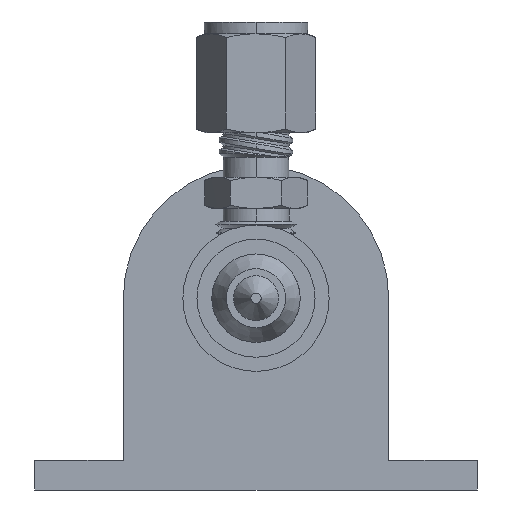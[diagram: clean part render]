
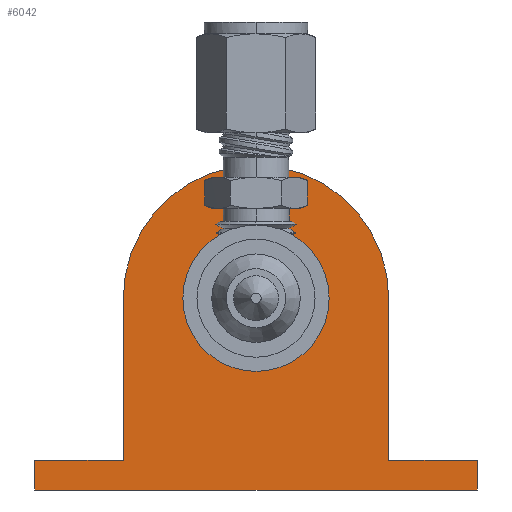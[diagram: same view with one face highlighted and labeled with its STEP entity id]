
A CAD part, left-side view. The second image highlights one B-rep face of the part: STEP entity #6042.
In plain terms, the highlighted planar face has unit normal (-1, 0, 0).
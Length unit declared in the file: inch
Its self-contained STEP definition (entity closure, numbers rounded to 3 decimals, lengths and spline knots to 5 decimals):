
#918=CIRCLE('',#6274,1.42875);
#1603=VERTEX_POINT('',#8989);
#1604=VERTEX_POINT('',#8991);
#1605=VERTEX_POINT('',#8995);
#1608=VERTEX_POINT('',#9003);
#1609=VERTEX_POINT('',#9007);
#1610=VERTEX_POINT('',#9009);
#1611=VERTEX_POINT('',#9011);
#1612=VERTEX_POINT('',#9013);
#2330=VECTOR('',#7118,1.);
#2334=VECTOR('',#7129,1.);
#2336=VECTOR('',#7132,1.);
#2337=VECTOR('',#7133,1.);
#2338=VECTOR('',#7134,1.);
#2339=VECTOR('',#7135,1.);
#2340=VECTOR('',#7136,1.);
#2532=LINE('',#8990,#2330);
#2536=LINE('',#9002,#2334);
#2538=LINE('',#9006,#2336);
#2539=LINE('',#9008,#2337);
#2540=LINE('',#9010,#2338);
#2541=LINE('',#9012,#2339);
#2542=LINE('',#9014,#2340);
#2734=EDGE_CURVE('',#1604,#1603,#2532,.T.);
#2736=EDGE_CURVE('',#1605,#1604,#918,.T.);
#2740=EDGE_CURVE('',#1608,#1605,#2536,.T.);
#2742=EDGE_CURVE('',#1609,#1608,#2538,.T.);
#2743=EDGE_CURVE('',#1603,#1610,#2539,.T.);
#2744=EDGE_CURVE('',#1611,#1610,#2540,.T.);
#2745=EDGE_CURVE('',#1611,#1612,#2541,.T.);
#2746=EDGE_CURVE('',#1612,#1609,#2542,.T.);
#3669=ORIENTED_EDGE('',*,*,#2742,.T.);
#3670=ORIENTED_EDGE('',*,*,#2740,.T.);
#3671=ORIENTED_EDGE('',*,*,#2736,.T.);
#3672=ORIENTED_EDGE('',*,*,#2734,.T.);
#3673=ORIENTED_EDGE('',*,*,#2743,.T.);
#3674=ORIENTED_EDGE('',*,*,#2744,.F.);
#3675=ORIENTED_EDGE('',*,*,#2745,.T.);
#3676=ORIENTED_EDGE('',*,*,#2746,.T.);
#5510=EDGE_LOOP('',(#3669,#3670,#3671,#3672,#3673,#3674,#3675,#3676));
#5776=FACE_BOUND('',#5510,.T.);
#6042=ADVANCED_FACE('',(#5776),#11362,.T.);
#6274=AXIS2_PLACEMENT_3D('',#8994,#7122,#7123);
#6277=AXIS2_PLACEMENT_3D('',#9005,#7131,$);
#7118=DIRECTION('',(0.,0.,-1.));
#7122=DIRECTION('',(-1.,0.,0.));
#7123=DIRECTION('',(0.,0.,1.429));
#7129=DIRECTION('',(0.,0.,1.));
#7131=DIRECTION('',(-1.,0.,0.));
#7132=DIRECTION('',(0.,1.,0.));
#7133=DIRECTION('',(0.,1.,0.));
#7134=DIRECTION('',(0.,0.,1.));
#7135=DIRECTION('',(0.,-1.,0.));
#7136=DIRECTION('',(0.,0.,1.));
#8989=CARTESIAN_POINT('',(-1.905,1.42875,0.3175));
#8990=CARTESIAN_POINT('',(-1.905,1.42875,0.59531));
#8991=CARTESIAN_POINT('',(-1.905,1.42875,2.06375));
#8994=CARTESIAN_POINT('',(-1.905,0.,2.06375));
#8995=CARTESIAN_POINT('',(-1.905,-1.42875,2.06375));
#9002=CARTESIAN_POINT('',(-1.905,-1.42875,0.59531));
#9003=CARTESIAN_POINT('',(-1.905,-1.42875,0.3175));
#9005=CARTESIAN_POINT('',(-1.905,0.,0.));
#9006=CARTESIAN_POINT('',(-1.905,-0.9525,0.3175));
#9007=CARTESIAN_POINT('',(-1.905,-2.38125,0.3175));
#9008=CARTESIAN_POINT('',(-1.905,0.9525,0.3175));
#9009=CARTESIAN_POINT('',(-1.905,2.38125,0.3175));
#9010=CARTESIAN_POINT('',(-1.905,2.38125,0.));
#9011=CARTESIAN_POINT('',(-1.905,2.38125,0.));
#9012=CARTESIAN_POINT('',(-1.905,2.38125,0.));
#9013=CARTESIAN_POINT('',(-1.905,-2.38125,0.));
#9014=CARTESIAN_POINT('',(-1.905,-2.38125,0.));
#11362=PLANE('',#6277);
